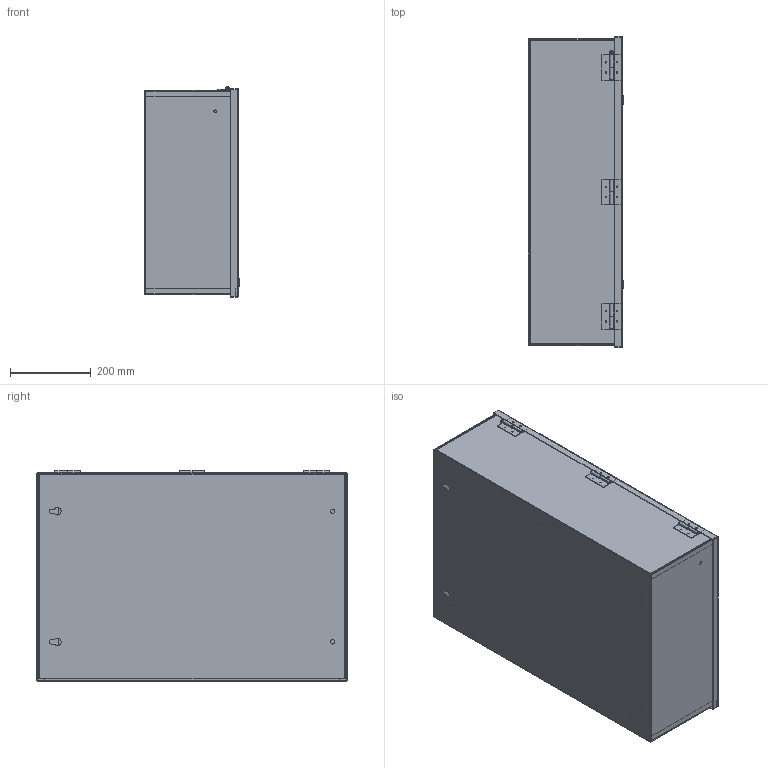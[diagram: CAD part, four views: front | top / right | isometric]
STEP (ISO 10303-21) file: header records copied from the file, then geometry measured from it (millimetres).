
FILE_DESCRIPTION (( 'STEP AP214' ), '1' );
FILE_NAME ('N1A30209.STEP', '2019-07-17T11:22:22', ( '' ), ( '' ), 'SwSTEP 2.0', 'SolidWorks 2018', '' );
FILE_SCHEMA (( 'AUTOMOTIVE_DESIGN' ));
Length unit declared in the file: inch
Products named in the file (1): N1A30209
Bounding box: 236.19 x 771.75 x 522.59 mm (x, y, z)
Volume: 3319773.6 mm3; surface area: 3637835.6 mm2
Topology: 34 solids, 34 shells, 767 faces, 1846 edges, 1186 vertices
Faces by surface type: plane 434, cylinder 269, bspline 40, cone 24
Entity records: 33374 total; most frequent: CARTESIAN_POINT 4794, DIRECTION 3830, ORIENTED_EDGE 3692, EDGE_CURVE 1846, AXIS2_PLACEMENT_3D 1342, VERTEX_POINT 1186, VECTOR 1146, LINE 1146
